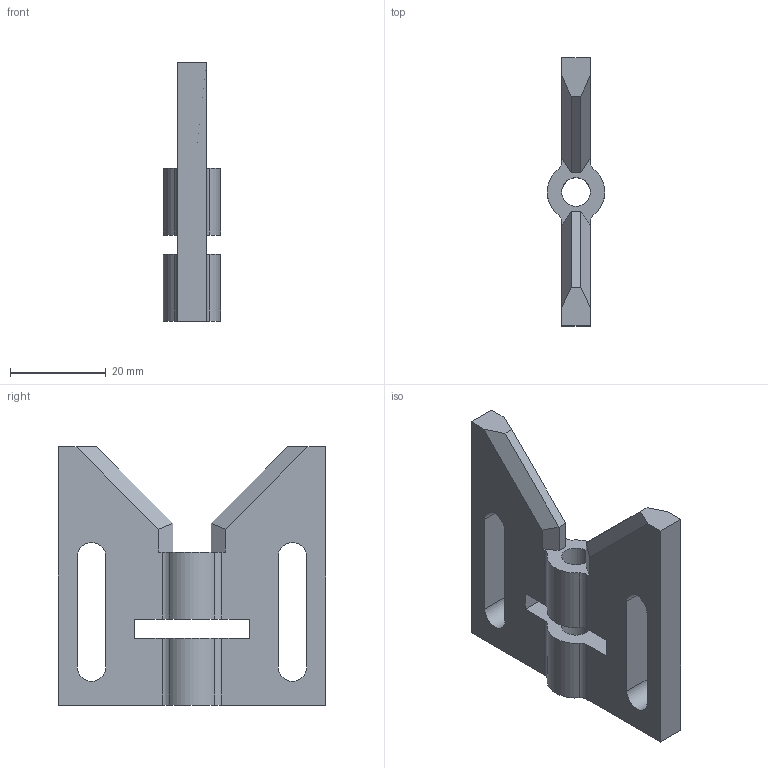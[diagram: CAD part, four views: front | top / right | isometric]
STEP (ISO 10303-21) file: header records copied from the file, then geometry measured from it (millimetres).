
FILE_DESCRIPTION(/* description */ (''),/* implementation_level */ '2;1');
FILE_NAME(/* name */ 'Part 042.stp',/* time_stamp */ '2015-02-21T14:46:58+02:00',/* author */ ('SFC'),/* organization */ (''),/* preprocessor_version */ 'ST-DEVELOPER v15.2',/* originating_system */ 'Autodesk Inventor 2014',/* authorisation */ '');
FILE_SCHEMA (('AUTOMOTIVE_DESIGN { 1 0 10303 214 3 1 1 }'));
Length unit declared in the file: millimetre
Products named in the file (1): Part 042
Bounding box: 11.96 x 56 x 54 mm (x, y, z)
Volume: 13098.8 mm3; surface area: 7445.7 mm2
Topology: 1 solids, 1 shells, 48 faces, 141 edges, 93 vertices
Faces by surface type: plane 30, cylinder 18
Full cylindrical faces by diameter (mm): 6 x2
Entity records: 1622 total; most frequent: CARTESIAN_POINT 279, ORIENTED_EDGE 276, DIRECTION 272, EDGE_CURVE 138, LINE 102, VECTOR 102, VERTEX_POINT 92, AXIS2_PLACEMENT_3D 85
